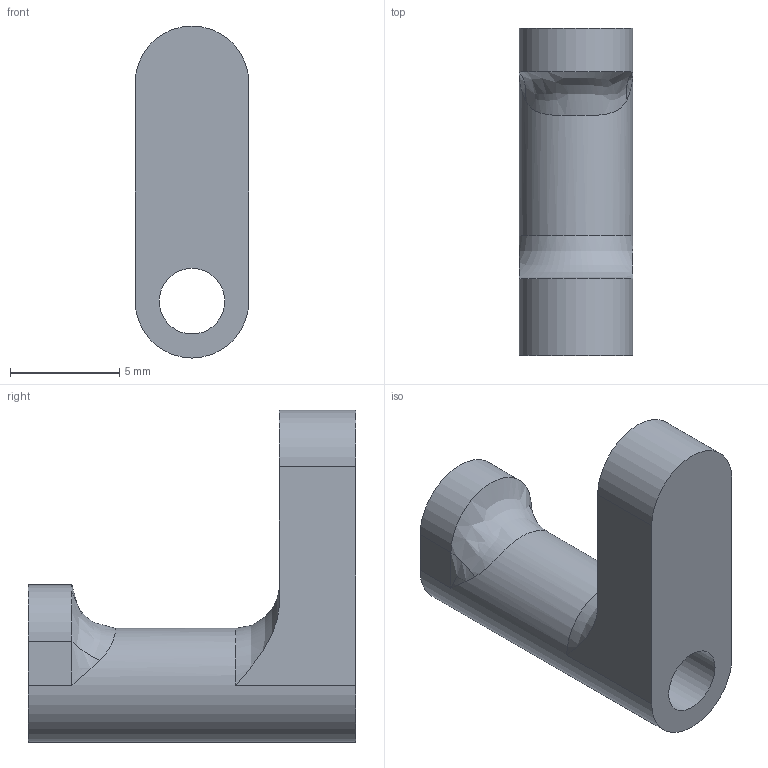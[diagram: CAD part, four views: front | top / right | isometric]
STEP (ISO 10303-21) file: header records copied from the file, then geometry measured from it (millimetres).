
FILE_DESCRIPTION(/* description */ (''),/* implementation_level */ '2;1');
FILE_NAME(/* name */ 'OBS-M-003_v5.stp',/* time_stamp */ '2021-03-10T21:20:41+01:00',/* author */ ('hpcthobs'),/* organization */ (''),/* preprocessor_version */ 'ST-DEVELOPER v18.1',/* originating_system */ 'Autodesk Inventor 2021',/* authorisation */ '');
FILE_SCHEMA (('AUTOMOTIVE_DESIGN { 1 0 10303 214 3 1 1 }'));
Length unit declared in the file: millimetre
Products named in the file (1): OBS-M-003_v5
Bounding box: 5.2 x 15 x 15.2 mm (x, y, z)
Volume: 425.1 mm3; surface area: 611 mm2
Topology: 1 solids, 1 shells, 15 faces, 44 edges, 33 vertices
Faces by surface type: plane 7, cylinder 4, bspline 3, torus 1
Full cylindrical faces by diameter (mm): 3.001 x1, 5.2 x1
Entity records: 633 total; most frequent: CARTESIAN_POINT 224, DIRECTION 78, ORIENTED_EDGE 70, EDGE_CURVE 35, AXIS2_PLACEMENT_3D 30, VERTEX_POINT 22, LINE 18, VECTOR 18
